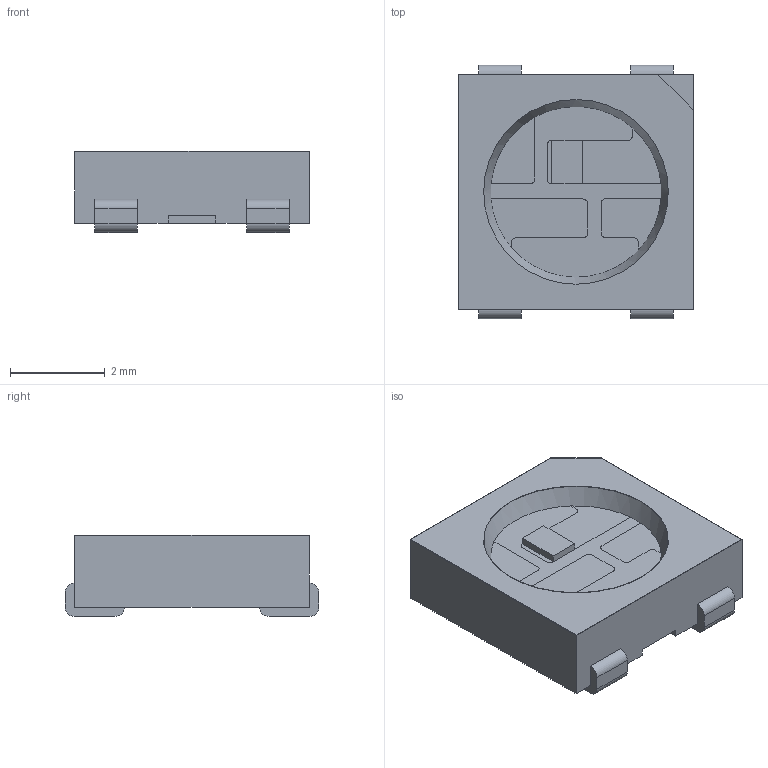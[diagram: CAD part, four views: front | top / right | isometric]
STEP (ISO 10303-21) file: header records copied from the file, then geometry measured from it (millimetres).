
FILE_DESCRIPTION(('FreeCAD Model'),'2;1');
FILE_NAME( 'WS2812B_5050.step', '2017-08-01T13:21:19',('kicad StepUp'),('ksu MCAD'), 'Open CASCADE STEP processor 7.1','FreeCAD','Unknown');
FILE_SCHEMA(('AUTOMOTIVE_DESIGN_CC2 { 1 2 10303 214 -1 1 5 4 }'));
Length unit declared in the file: millimetre
Products named in the file (1): WS2812B_5050
Bounding box: 4.95 x 5.35 x 1.71 mm (x, y, z)
Volume: 33.1 mm3; surface area: 88.4 mm2
Topology: 1 solids, 1 shells, 67 faces, 198 edges, 136 vertices
Faces by surface type: plane 52, cylinder 14, cone 1
Full cylindrical faces by diameter (mm): 1.146 x1, 3.894 x1
Entity records: 2738 total; most frequent: CARTESIAN_POINT 404, ORIENTED_EDGE 396, DIRECTION 380, EDGE_CURVE 198, LINE 148, VECTOR 148, VERTEX_POINT 136, AXIS2_PLACEMENT_3D 116
